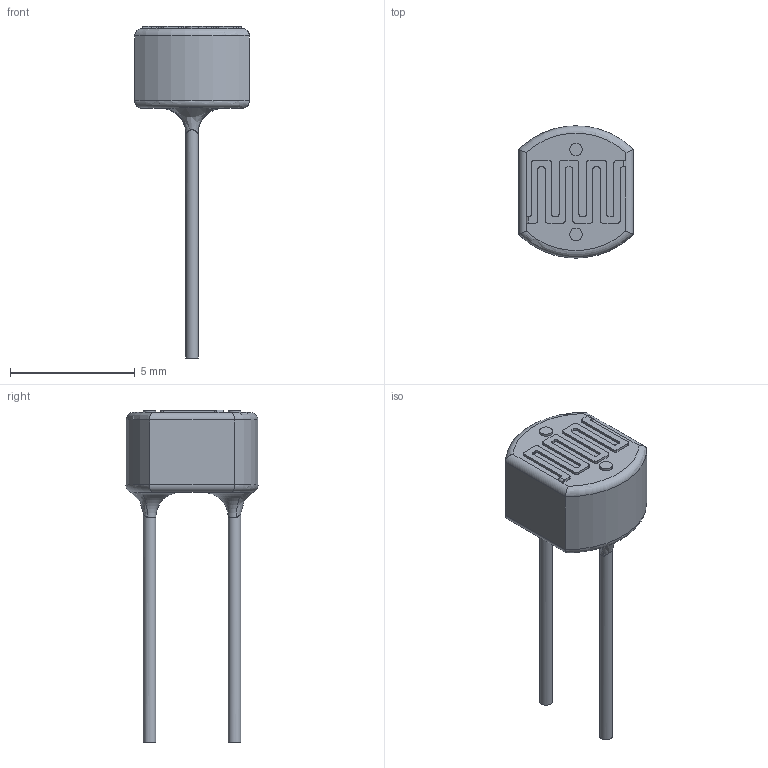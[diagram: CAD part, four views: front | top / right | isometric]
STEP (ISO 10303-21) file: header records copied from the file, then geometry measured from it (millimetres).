
FILE_DESCRIPTION(('FreeCAD Model'),'2;1');
FILE_NAME('Ldr.step', '2020-07-06T01:05:22',('Author'),(''), 'Open CASCADE STEP processor 7.3','FreeCAD','Unknown');
FILE_SCHEMA(('AUTOMOTIVE_DESIGN { 1 0 10303 214 1 1 1 1 }'));
Length unit declared in the file: millimetre
Products named in the file (1): Fillet003003
Bounding box: 4.6 x 5.29 x 13.3 mm (x, y, z)
Volume: 74.2 mm3; surface area: 128.5 mm2
Topology: 1 solids, 1 shells, 92 faces, 246 edges, 158 vertices
Faces by surface type: plane 42, cylinder 40, torus 8, bspline 2
Full cylindrical faces by diameter (mm): 0.5 x4
Entity records: 7263 total; most frequent: CARTESIAN_POINT 1758, DIRECTION 918, LINE 526, VECTOR 526, ORIENTED_EDGE 492, PCURVE 492, DEFINITIONAL_REPRESENTATION 492, EDGE_CURVE 246
